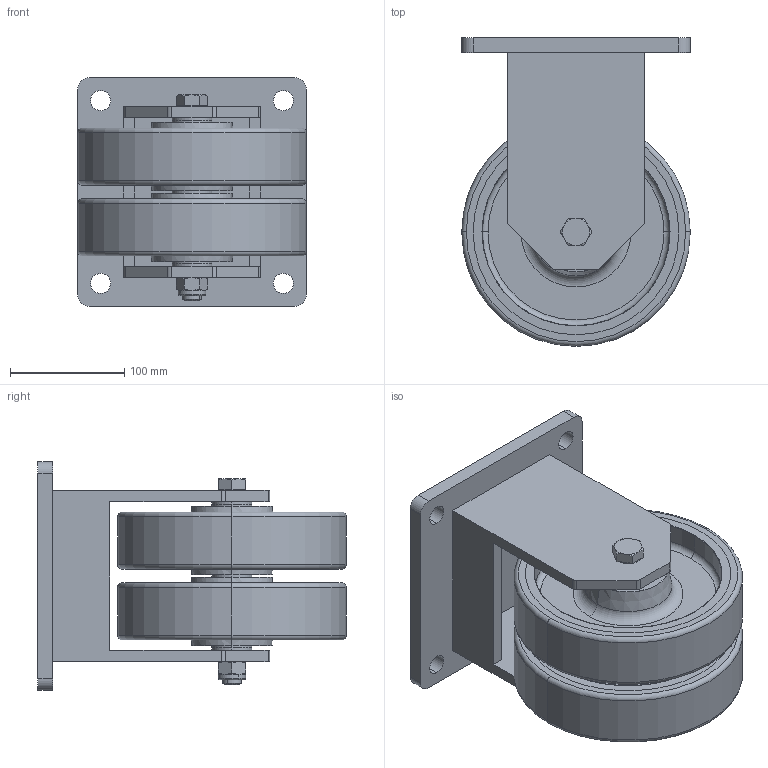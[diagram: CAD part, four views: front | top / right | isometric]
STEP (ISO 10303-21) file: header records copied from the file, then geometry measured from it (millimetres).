
FILE_DESCRIPTION (( 'STEP AP214' ), '1' );
FILE_NAME ('0015654_B-HD-PUZG-200-K_(A-01).step', '2020-03-06T08:46:58', ( '' ), ( '' ), 'SwSTEP 2.0', 'SolidWorks 2018', '' );
FILE_SCHEMA (( 'AUTOMOTIVE_DESIGN' ));
Length unit declared in the file: millimetre
Products named in the file (1): 0015654_B-HD-PUZG-200-K_(A-01)
Bounding box: 200 x 270 x 200 mm (x, y, z)
Surface area: 617609.6 mm2 (no closed solid volume)
Topology: 0 solids, 27 shells, 317 faces, 710 edges, 442 vertices
Faces by surface type: cylinder 116, plane 87, torus 60, cone 54
Entity records: 12665 total; most frequent: DIRECTION 1748, CARTESIAN_POINT 1686, ORIENTED_EDGE 1356, AXIS2_PLACEMENT_3D 756, EDGE_CURVE 710, VERTEX_POINT 442, CIRCLE 438, EDGE_LOOP 374
